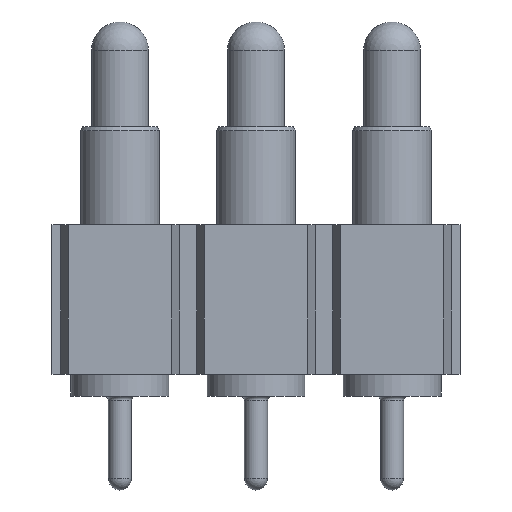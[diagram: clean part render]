
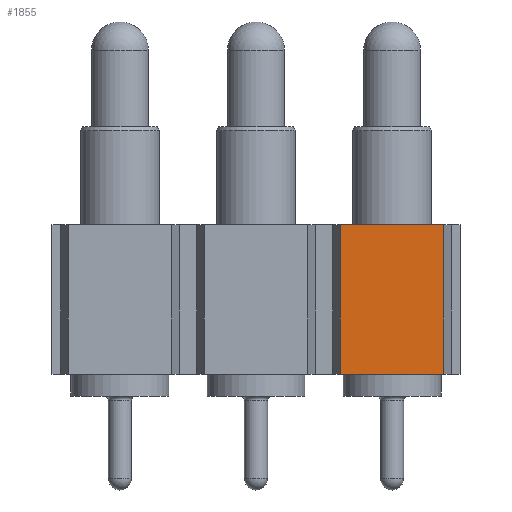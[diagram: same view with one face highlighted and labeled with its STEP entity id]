
A CAD part, top view. The second image highlights one B-rep face of the part: STEP entity #1855.
In plain terms, the highlighted planar face has unit normal (0, 0, 1).
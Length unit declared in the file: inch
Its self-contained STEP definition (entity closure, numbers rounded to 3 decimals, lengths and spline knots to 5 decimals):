
#71 = VERTEX_POINT ( 'NONE', #1273 ) ;
#84 = CARTESIAN_POINT ( 'NONE',  ( 0.2, -0.11, 0. ) ) ;
#103 = DIRECTION ( 'NONE',  ( 1., 0., 0. ) ) ;
#111 = DIRECTION ( 'NONE',  ( 1., 0., 0. ) ) ;
#284 = PLANE ( 'NONE',  #1330 ) ;
#299 = VERTEX_POINT ( 'NONE', #325 ) ;
#325 = CARTESIAN_POINT ( 'NONE',  ( 0.27593, 0., 0. ) ) ;
#484 = VECTOR ( 'NONE', #111, 39.37008 ) ;
#489 = DIRECTION ( 'NONE',  ( 1., 0., 0. ) ) ;
#508 = EDGE_LOOP ( 'NONE', ( #800, #1304, #710, #1805 ) ) ;
#547 = DIRECTION ( 'NONE',  ( 0., 1., 0. ) ) ;
#702 = CARTESIAN_POINT ( 'NONE',  ( 0.27593, -0.11, 0. ) ) ;
#710 = ORIENTED_EDGE ( 'NONE', *, *, #1051, .T. ) ;
#734 = DIRECTION ( 'NONE',  ( 0., 0., 1. ) ) ;
#753 = CARTESIAN_POINT ( 'NONE',  ( 0., -0.11, 0. ) ) ;
#770 = VECTOR ( 'NONE', #489, 39.37008 ) ;
#800 = ORIENTED_EDGE ( 'NONE', *, *, #1332, .F. ) ;
#883 = CARTESIAN_POINT ( 'NONE',  ( 0., 0., 0. ) ) ;
#884 = VECTOR ( 'NONE', #547, 39.37008 ) ;
#992 = LINE ( 'NONE', #702, #884 ) ;
#996 = LINE ( 'NONE', #84, #1322 ) ;
#1051 = EDGE_CURVE ( 'NONE', #1520, #299, #992, .T. ) ;
#1093 = LINE ( 'NONE', #1208, #770 ) ;
#1193 = VERTEX_POINT ( 'NONE', #1498 ) ;
#1208 = CARTESIAN_POINT ( 'NONE',  ( 0., -0.11, 0. ) ) ;
#1273 = CARTESIAN_POINT ( 'NONE',  ( 0.2, 0., 0. ) ) ;
#1304 = ORIENTED_EDGE ( 'NONE', *, *, #1647, .T. ) ;
#1322 = VECTOR ( 'NONE', #1716, 39.37008 ) ;
#1330 = AXIS2_PLACEMENT_3D ( 'NONE', #753, #734, #103 ) ;
#1332 = EDGE_CURVE ( 'NONE', #1193, #71, #996, .T. ) ;
#1335 = CARTESIAN_POINT ( 'NONE',  ( 0.27593, -0.11, 0. ) ) ;
#1461 = LINE ( 'NONE', #883, #484 ) ;
#1498 = CARTESIAN_POINT ( 'NONE',  ( 0.2, -0.11, 0. ) ) ;
#1520 = VERTEX_POINT ( 'NONE', #1335 ) ;
#1644 = FACE_OUTER_BOUND ( 'NONE', #508, .T. ) ;
#1647 = EDGE_CURVE ( 'NONE', #1193, #1520, #1093, .T. ) ;
#1716 = DIRECTION ( 'NONE',  ( 0., 1., 0. ) ) ;
#1805 = ORIENTED_EDGE ( 'NONE', *, *, #1920, .F. ) ;
#1855 = ADVANCED_FACE ( 'NONE', ( #1644 ), #284, .T. ) ;
#1920 = EDGE_CURVE ( 'NONE', #71, #299, #1461, .T. ) ;
